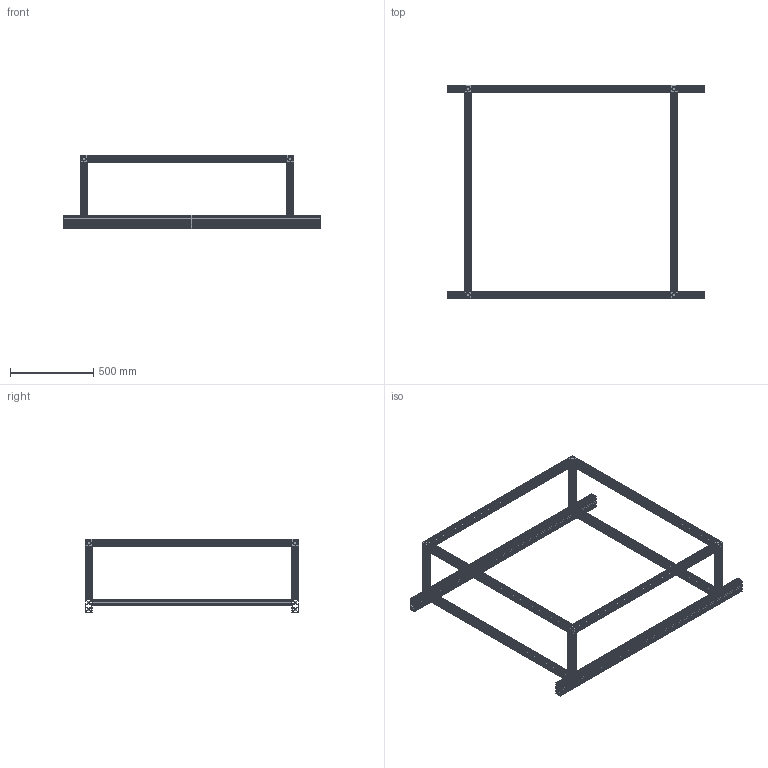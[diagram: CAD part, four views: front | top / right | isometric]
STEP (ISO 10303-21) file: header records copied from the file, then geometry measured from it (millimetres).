
FILE_DESCRIPTION(/* description */ (''),/* implementation_level */ '2;1');
FILE_NAME(/* name */ 'Agrobot Frame v15.step',/* time_stamp */ '2024-01-26T21:34:20+01:00',/* author */ (''),/* organization */ (''),/* preprocessor_version */ 'ST-DEVELOPER v20',/* originating_system */ 'Autodesk Translation Framework v12.14.0.127',/* authorisation */ '');
FILE_SCHEMA (('AUTOMOTIVE_DESIGN { 1 0 10303 214 3 1 1 }'));
Products named in the file (17): Agrobot Frame; 3136N737_T-Slotted Framing; 3136N737_T-Slotted Framing (1); 6575N183_T-Slotted Framing Rail; 6575N183_T-Slotted Framing Rail (1); 6575N183_T-Slotted Framing Rail (2); 6575N183_T-Slotted Framing Rail (3); 6575N204_T-Slotted Framing Rail; 6575N204_T-Slotted Framing Rail (1); 6575N204_T-Slotted Framing Rail (2); 6575N204_T-Slotted Framing Rail (1) (1); 5537T291_T-Slotted Framing; 6575N204_T-Slotted Framing Rail (1) (1) (1); 6575N204_T-Slotted Framing Rail (1) (1) (1) (1); 5537T291_T-Slotted Framing (1); 5537T291_T-Slotted Framing (2); 5537T291_T-Slotted Framing (3)
Assembly tree (16 placements, depth 2):
  Agrobot Frame
    3136N737_T-Slotted Framing
    3136N737_T-Slotted Framing (1)
    6575N183_T-Slotted Framing Rail
    6575N183_T-Slotted Framing Rail (1)
    6575N183_T-Slotted Framing Rail (2)
    6575N183_T-Slotted Framing Rail (3)
    6575N204_T-Slotted Framing Rail
    6575N204_T-Slotted Framing Rail (1)
    6575N204_T-Slotted Framing Rail (2)
    6575N204_T-Slotted Framing Rail (1) (1)
    5537T291_T-Slotted Framing
    6575N204_T-Slotted Framing Rail (1) (1) (1)
    6575N204_T-Slotted Framing Rail (1) (1) (1) (1)
    5537T291_T-Slotted Framing (1)
    5537T291_T-Slotted Framing (2)
    5537T291_T-Slotted Framing (3)
Bounding box: 1540 x 1280.13 x 440.23 mm (x, y, z)
Volume: 8831127.5 mm3; surface area: 6262169.4 mm2
Topology: 28 solids, 28 shells, 2142 faces, 6098 edges, 4016 vertices
Faces by surface type: plane 1284, cylinder 758, sphere 52, cone 36, torus 12
Full cylindrical faces by diameter (mm): 7 x14, 8.5 x12, 16 x12, 21.45 x12, 23.95 x12, 27.5 x12
Entity records: 70663 total; most frequent: CARTESIAN_POINT 12649, ORIENTED_EDGE 12140, DIRECTION 12040, EDGE_CURVE 6070, LINE 4370, VECTOR 4370, VERTEX_POINT 4016, AXIS2_PLACEMENT_3D 3835
